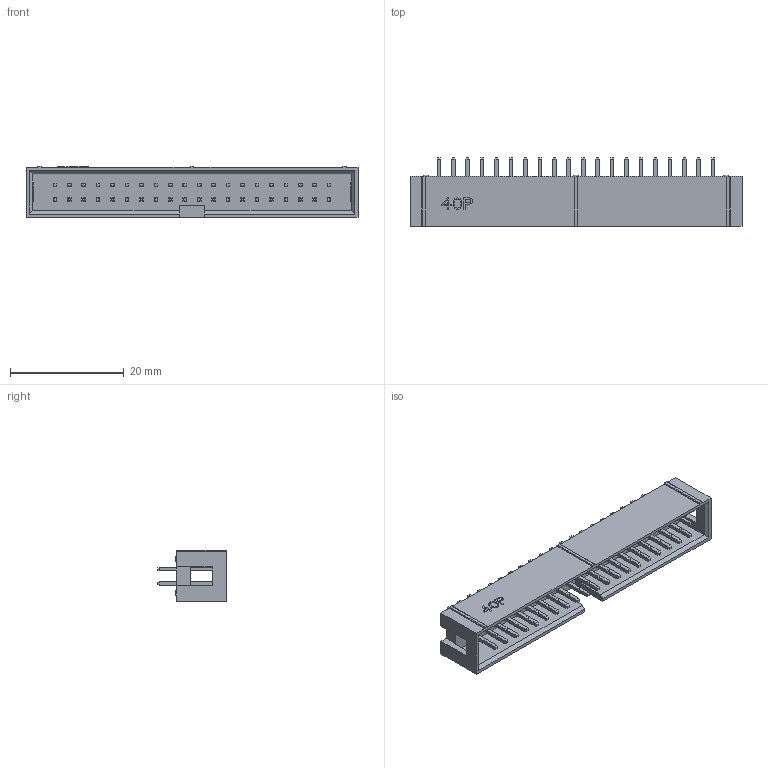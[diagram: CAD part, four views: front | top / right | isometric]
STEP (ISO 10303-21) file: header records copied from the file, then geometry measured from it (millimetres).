
FILE_DESCRIPTION((''),'2;1');
FILE_NAME('C3510-40SPGB00R-20170202','2017-02-02T',('cq'),(''),'PRO/ENGINEER BY PARAMETRIC TECHNOLOGY CORPORATION, 2010280','PRO/ENGINEER BY PARAMETRIC TECHNOLOGY CORPORATION, 2010280','');
FILE_SCHEMA(('CONFIG_CONTROL_DESIGN'));
Length unit declared in the file: millimetre
Products named in the file (1): C3510-40SPGB00R-20170202
Bounding box: 58.42 x 12.1 x 9.1 mm (x, y, z)
Volume: 2242 mm3; surface area: 3889.1 mm2
Topology: 1 solids, 1 shells, 877 faces, 2034 edges, 1248 vertices
Faces by surface type: plane 859, bspline 12, cylinder 6
Entity records: 24306 total; most frequent: CARTESIAN_POINT 4483, ORIENTED_EDGE 4068, DIRECTION 3812, EDGE_CURVE 2034, VECTOR 1986, LINE 1986, VERTEX_POINT 1248, EDGE_LOOP 970
